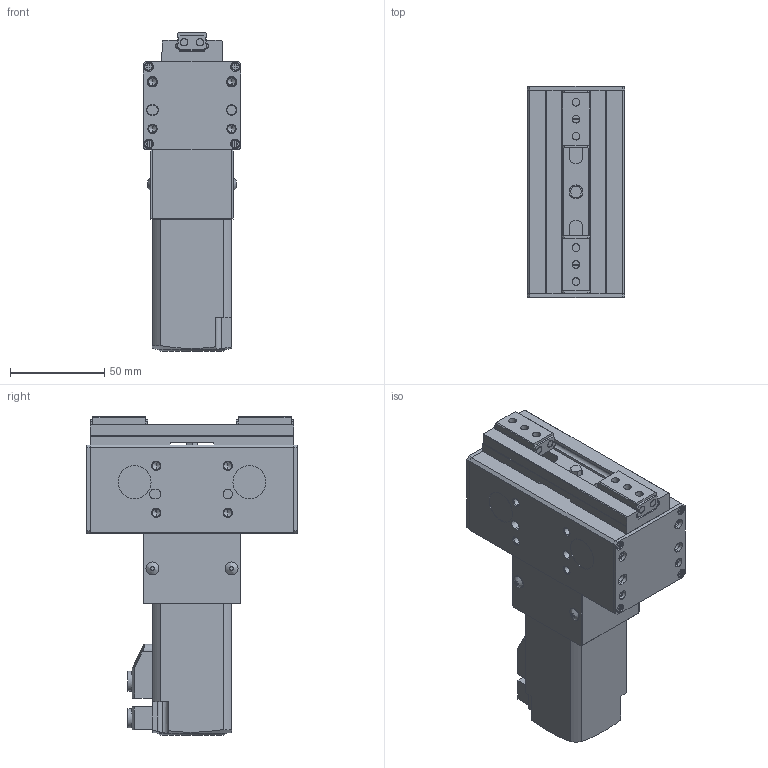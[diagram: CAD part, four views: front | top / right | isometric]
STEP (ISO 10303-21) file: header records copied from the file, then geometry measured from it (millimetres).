
FILE_DESCRIPTION (( 'STEP AP214' ), '1' );
FILE_NAME ('EG42V_azm46.STEP', '2022-07-19T02:49:18', ( '' ), ( '' ), 'SwSTEP 2.0', 'SolidWorks 2020', '' );
FILE_SCHEMA (( 'AUTOMOTIVE_DESIGN' ));
Length unit declared in the file: millimetre
Products named in the file (8): LM-BROCK1_42; LM-RAIL_42; EG42V_azm46; BODY_EG42VB; MOTOR BRACKET_42; COVER PLATE_42; azm46a0c1; LM-BROCK2_42
Assembly tree (7 placements, depth 2):
  EG42V_azm46
    BODY_EG42VB
    LM-RAIL_42
    LM-BROCK1_42
    LM-BROCK2_42
    MOTOR BRACKET_42
    COVER PLATE_42
    azm46a0c1
Bounding box: 52 x 112 x 169 mm (x, y, z)
Volume: 338476.5 mm3; surface area: 83312.4 mm2
Topology: 7 solids, 8 shells, 1048 faces, 2679 edges, 1721 vertices
Faces by surface type: plane 560, cylinder 316, cone 154, bspline 18
Entity records: 33791 total; most frequent: CARTESIAN_POINT 7934, ORIENTED_EDGE 5274, DIRECTION 5196, EDGE_CURVE 2639, AXIS2_PLACEMENT_3D 1765, VERTEX_POINT 1721, LINE 1666, VECTOR 1666
